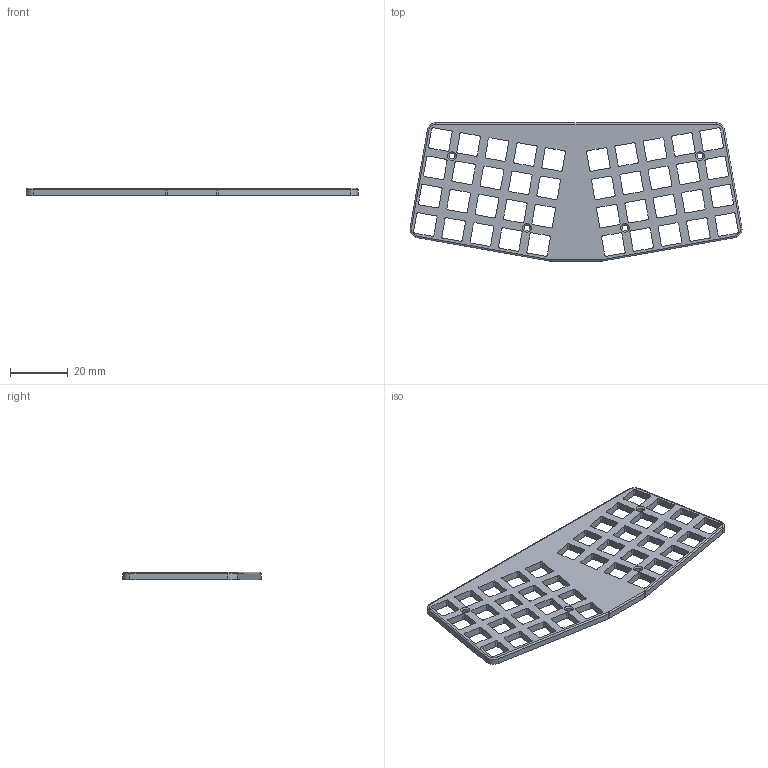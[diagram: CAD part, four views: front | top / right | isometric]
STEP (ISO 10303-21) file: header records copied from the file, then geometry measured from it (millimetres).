
FILE_DESCRIPTION(/* description */ (''),/* implementation_level */ '2;1');
FILE_NAME(/* name */ 'modkipz40 bottom shell v16 plate.step',/* time_stamp */ '2023-12-08T23:34:32-06:00',/* author */ (''),/* organization */ (''),/* preprocessor_version */ 'ST-DEVELOPER v20',/* originating_system */ 'Autodesk Translation Framework v12.14.0.127',/* authorisation */ '');
FILE_SCHEMA (('AUTOMOTIVE_DESIGN { 1 0 10303 214 3 1 1 }'));
Length unit declared in the file: millimetre
Products named in the file (1): modkipz40 bottom shell
Bounding box: 115.36 x 48.07 x 2.5 mm (x, y, z)
Volume: 6997.2 mm3; surface area: 9140.6 mm2
Topology: 1 solids, 1 shells, 354 faces, 1040 edges, 688 vertices
Faces by surface type: cylinder 176, plane 168, torus 6, cone 4
Full cylindrical faces by diameter (mm): 2 x4
Entity records: 12088 total; most frequent: DIRECTION 2112, CARTESIAN_POINT 2083, ORIENTED_EDGE 2080, EDGE_CURVE 1040, AXIS2_PLACEMENT_3D 717, VERTEX_POINT 688, LINE 678, VECTOR 678
